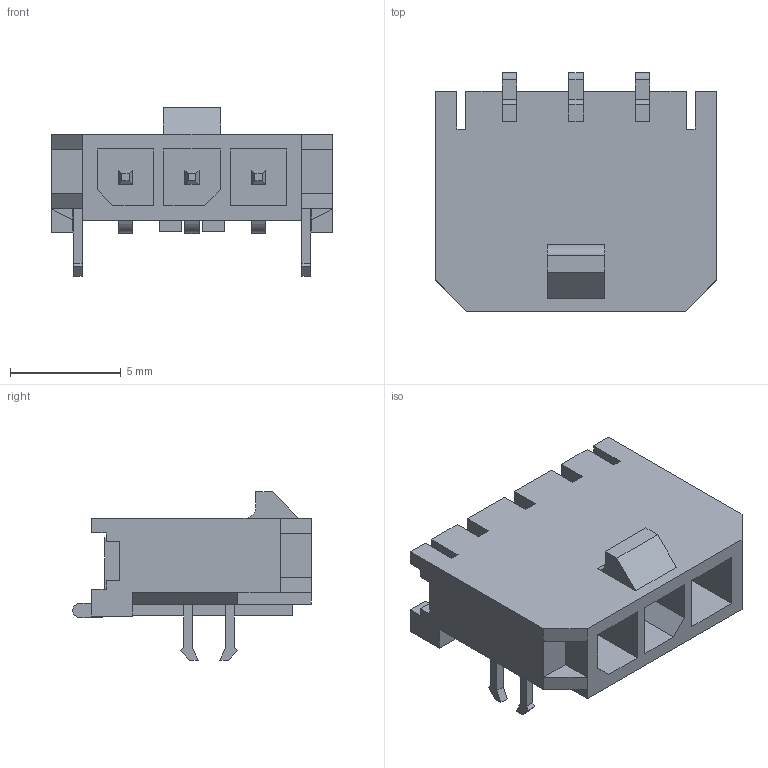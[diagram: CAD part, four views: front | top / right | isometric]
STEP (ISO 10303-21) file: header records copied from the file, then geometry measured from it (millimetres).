
FILE_DESCRIPTION(/* description */ (''),/* implementation_level */ '2;1');
FILE_NAME(/* name */ '436500309.step',/* time_stamp */ '2020-05-16T12:31:48-04:00',/* author */ (''),/* organization */ (''),/* preprocessor_version */ 'ST-DEVELOPER v18.1',/* originating_system */ 'Autodesk Translation Framework v9.3.0.1241',/* authorisation */ '');
FILE_SCHEMA (('AUTOMOTIVE_DESIGN { 1 0 10303 214 3 1 1 }'));
Length unit declared in the file: millimetre
Products named in the file (1): 436500309
Bounding box: 12.65 x 10.74 x 7.61 mm (x, y, z)
Volume: 319.2 mm3; surface area: 781.2 mm2
Topology: 2 solids, 2 shells, 253 faces, 690 edges, 440 vertices
Faces by surface type: plane 243, cylinder 10
Entity records: 7941 total; most frequent: CARTESIAN_POINT 1384, ORIENTED_EDGE 1380, DIRECTION 1230, EDGE_CURVE 690, LINE 658, VECTOR 658, VERTEX_POINT 440, AXIS2_PLACEMENT_3D 286
